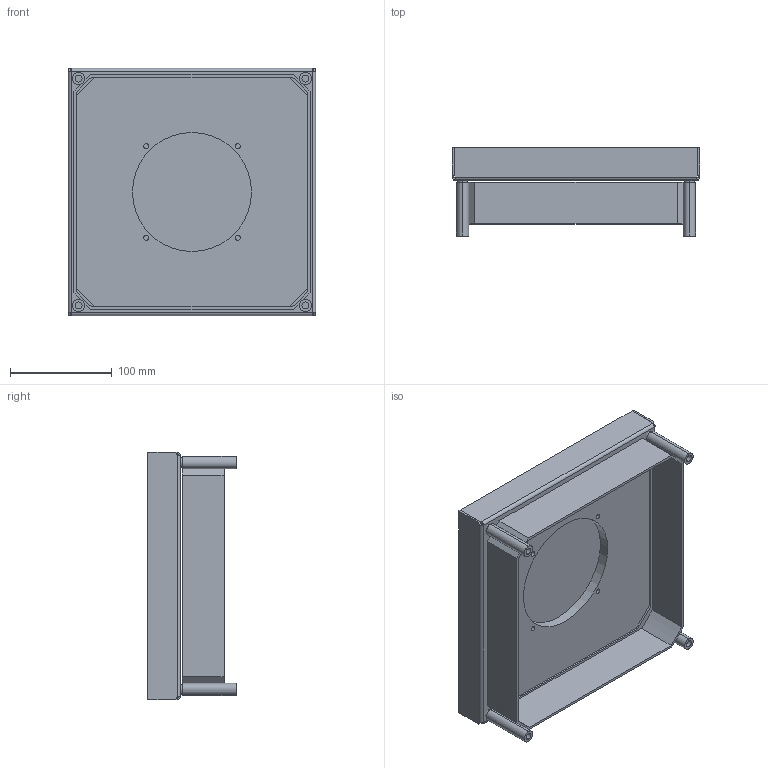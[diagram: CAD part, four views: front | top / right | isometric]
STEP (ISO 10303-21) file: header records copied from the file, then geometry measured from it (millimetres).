
FILE_DESCRIPTION((''),'2;1');
FILE_NAME('T-00945_ASM','2022-10-13T13:50:03',('letterg'),(''),'CREO PARAMETRIC BY PTC INC, 2022024','CREO PARAMETRIC BY PTC INC, 2022024','');
FILE_SCHEMA(('AUTOMOTIVE_DESIGN { 1 0 10303 214 1 1 1 1 }'));
Length unit declared in the file: millimetre
Products named in the file (8): T-00627; T-00632; T-00625; T-00824_ASM; T-00616; T-00634; T-00872_ASM; T-00945_ASM
Assembly tree (10 placements, depth 3):
  T-00945_ASM
    T-00824_ASM
      T-00627
      T-00632  x4
      T-00625
    T-00872_ASM
      T-00616
      T-00634
Bounding box: 243 x 87 x 243 mm (x, y, z)
Volume: 763526.9 mm3; surface area: 413252 mm2
Topology: 8 solids, 8 shells, 186 faces, 422 edges, 260 vertices
Faces by surface type: plane 116, cylinder 70
Entity records: 5382 total; most frequent: DIRECTION 794, CARTESIAN_POINT 761, ORIENTED_EDGE 700, EDGE_CURVE 350, AXIS2_PLACEMENT_3D 268, VECTOR 258, LINE 258, COLOUR_RGB 213
